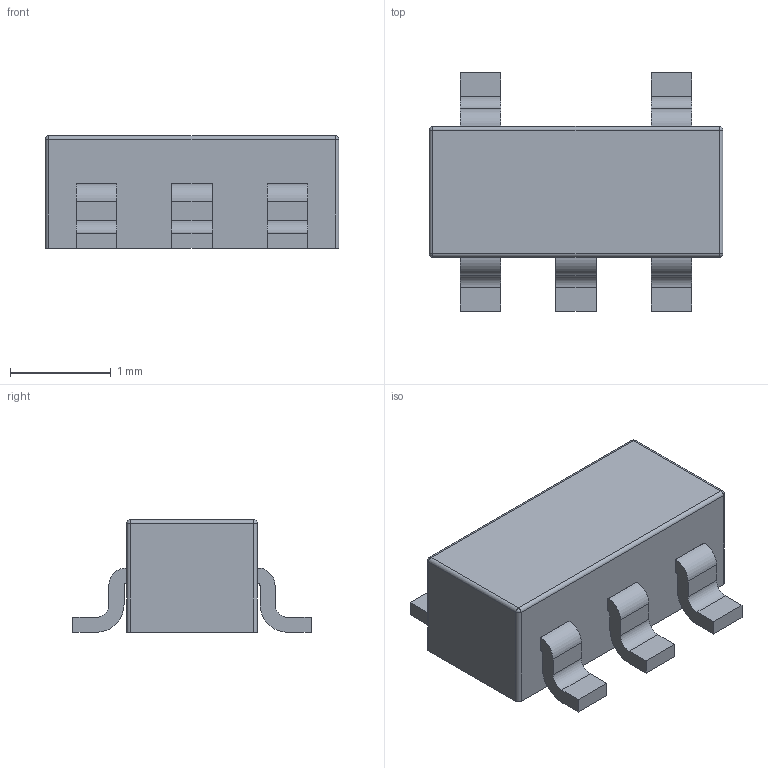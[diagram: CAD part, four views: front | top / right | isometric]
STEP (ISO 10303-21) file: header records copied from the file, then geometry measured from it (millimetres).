
FILE_DESCRIPTION (( 'STEP AP203' ), '1' );
FILE_NAME ( 'SOT23-5-LQ.STEP', '2023-09-27T16:47:35', ( '' ), ( '' ), '', '©2017-2022 PCBL', '' );
FILE_SCHEMA (( 'AUTOMOTIVE_DESIGN' ));
Length unit declared in the file: millimetre
Products named in the file (1): SOT23-5-LQ
Bounding box: 2.92 x 2.37 x 1.12 mm (x, y, z)
Volume: 4.5 mm3; surface area: 22.4 mm2
Topology: 6 solids, 6 shells, 88 faces, 220 edges, 140 vertices
Faces by surface type: plane 56, cylinder 28, sphere 4
Entity records: 2651 total; most frequent: DIRECTION 450, CARTESIAN_POINT 445, ORIENTED_EDGE 432, EDGE_CURVE 216, VECTOR 160, LINE 160, AXIS2_PLACEMENT_3D 145, VERTEX_POINT 140
